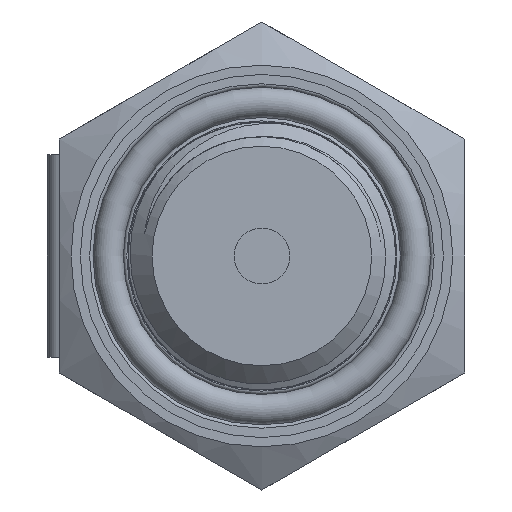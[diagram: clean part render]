
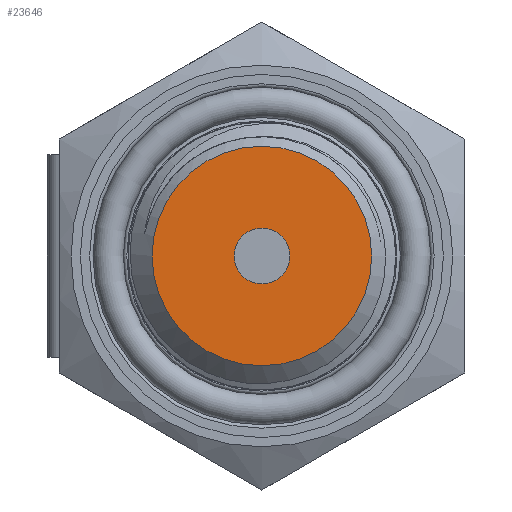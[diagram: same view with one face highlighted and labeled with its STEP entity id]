
A CAD part, left-side view. The second image highlights one B-rep face of the part: STEP entity #23646.
In plain terms, the highlighted planar face has unit normal (-1, 0, 0).
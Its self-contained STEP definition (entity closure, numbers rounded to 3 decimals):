
#570=FACE_BOUND('',#3033,.T.);
#686=PLANE('',#24965);
#1653=FACE_OUTER_BOUND('',#3032,.T.);
#3032=EDGE_LOOP('',(#17530));
#3033=EDGE_LOOP('',(#17531));
#4247=CIRCLE('',#24934,6.5);
#4262=CIRCLE('',#24964,1.65);
#10425=VERTEX_POINT('',#43416);
#10437=VERTEX_POINT('',#44131);
#13052=EDGE_CURVE('',#10425,#10425,#4247,.T.);
#13075=EDGE_CURVE('',#10437,#10437,#4262,.T.);
#17530=ORIENTED_EDGE('',*,*,#13052,.T.);
#17531=ORIENTED_EDGE('',*,*,#13075,.T.);
#23646=ADVANCED_FACE('',(#1653,#570),#686,.T.);
#24934=AXIS2_PLACEMENT_3D('',#43418,#27415,#27416);
#24964=AXIS2_PLACEMENT_3D('',#44132,#27483,#27484);
#24965=AXIS2_PLACEMENT_3D('',#44134,#27486,#27487);
#27415=DIRECTION('center_axis',(-1.,0.,0.));
#27416=DIRECTION('ref_axis',(0.,1.,0.));
#27483=DIRECTION('center_axis',(1.,0.,0.));
#27484=DIRECTION('ref_axis',(0.,0.,-1.));
#27486=DIRECTION('center_axis',(-1.,0.,0.));
#27487=DIRECTION('ref_axis',(0.,0.,1.));
#43416=CARTESIAN_POINT('',(0.,-6.5,0.));
#43418=CARTESIAN_POINT('Origin',(0.,0.,0.));
#44131=CARTESIAN_POINT('',(0.,-1.65,0.));
#44132=CARTESIAN_POINT('Origin',(0.,0.,0.));
#44134=CARTESIAN_POINT('Origin',(0.,8.,0.));
